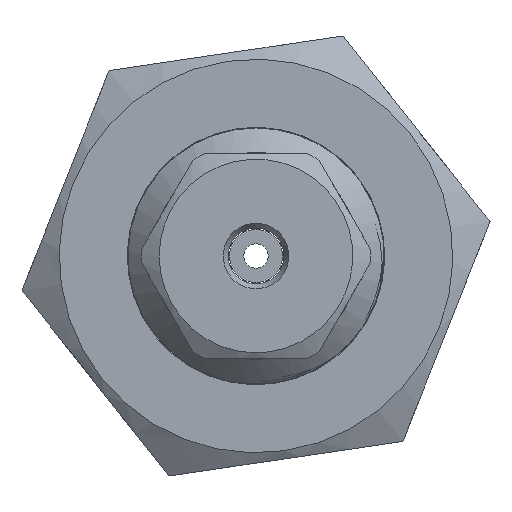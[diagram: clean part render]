
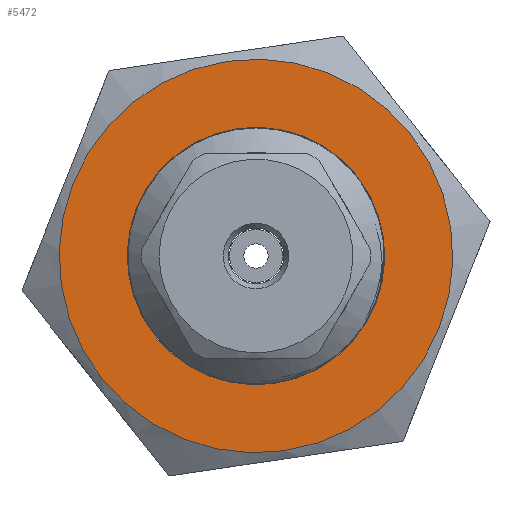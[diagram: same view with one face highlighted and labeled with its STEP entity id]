
A CAD part, left-side view. The second image highlights one B-rep face of the part: STEP entity #5472.
In plain terms, the highlighted planar face has unit normal (-1, 0, 0).
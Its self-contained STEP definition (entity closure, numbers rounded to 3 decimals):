
#5421=CARTESIAN_POINT('',(0.0,-3.991,0.));
#5422=VERTEX_POINT('',#5421);
#5423=CARTESIAN_POINT('',(0.0,0.0,0.0));
#5424=DIRECTION('',(-1.0,0.0,0.0));
#5425=DIRECTION('',(0.0,1.0,0.0));
#5426=AXIS2_PLACEMENT_3D('',#5423,#5424,#5425);
#5427=CIRCLE('',#5426,3.991);
#5428=EDGE_CURVE('',#5422,#5422,#5427,.T.);
#5453=CARTESIAN_POINT('',(0.0,3.05,0.0));
#5454=DIRECTION('',(-1.0,0.0,0.0));
#5455=DIRECTION('',(0.0,0.0,1.0));
#5456=AXIS2_PLACEMENT_3D('',#5453,#5454,#5455);
#5457=PLANE('',#5456);
#5458=CARTESIAN_POINT('',(0.0,6.1,0.0));
#5459=VERTEX_POINT('',#5458);
#5460=CARTESIAN_POINT('',(0.0,0.0,0.0));
#5461=DIRECTION('',(1.0,0.0,0.0));
#5462=DIRECTION('',(0.0,1.0,0.0));
#5463=AXIS2_PLACEMENT_3D('',#5460,#5461,#5462);
#5464=CIRCLE('',#5463,6.1);
#5465=EDGE_CURVE('',#5459,#5459,#5464,.T.);
#5466=ORIENTED_EDGE('',*,*,#5465,.F.);
#5467=EDGE_LOOP('',(#5466));
#5468=FACE_OUTER_BOUND('',#5467,.T.);
#5469=ORIENTED_EDGE('',*,*,#5428,.F.);
#5470=EDGE_LOOP('',(#5469));
#5471=FACE_BOUND('',#5470,.T.);
#5472=ADVANCED_FACE('',(#5468,#5471),#5457,.T.);
